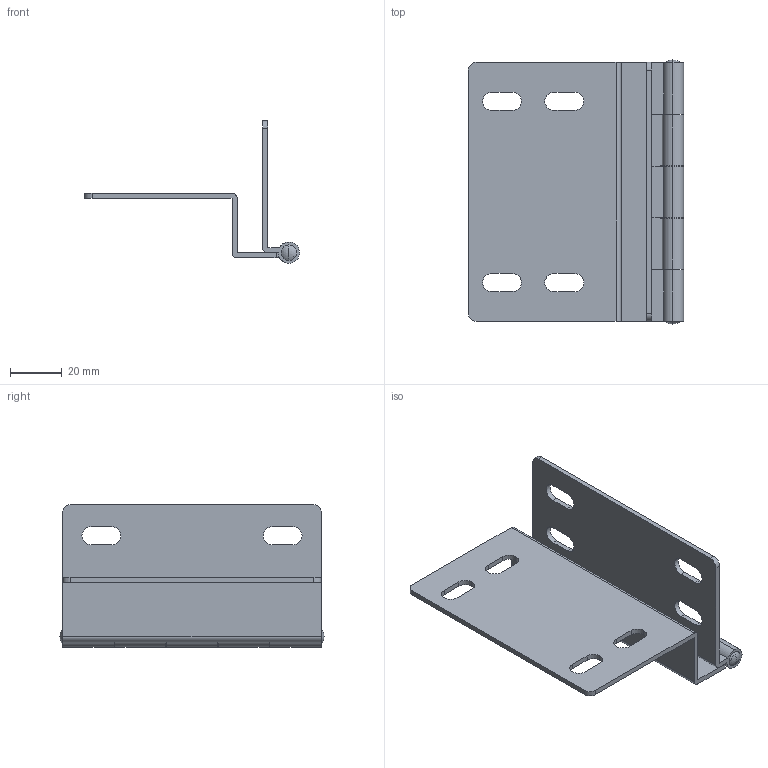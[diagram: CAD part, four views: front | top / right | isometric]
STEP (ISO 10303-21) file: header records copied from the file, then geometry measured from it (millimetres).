
FILE_DESCRIPTION (( 'STEP AP203' ), '1' );
FILE_NAME ('B-1147.STEP', '2008-11-10T02:43:59', ( ' ' ), ( ' ' ), 'SwSTEP 2.0', 'SolidWorks 2007', '' );
FILE_SCHEMA (( 'CONFIG_CONTROL_DESIGN' ));
Length unit declared in the file: millimetre
Products named in the file (4): B-1147僸儞僕B__棉太倌; B-1147幉__棉太倌; B-1147僸儞僕A__棉太倌; B-1147
Assembly tree (3 placements, depth 2):
  B-1147
    B-1147僸儞僕B__棉太倌
    B-1147僸儞僕A__棉太倌
    B-1147幉__棉太倌
Bounding box: 83.1 x 102 x 55.1 mm (x, y, z)
Volume: 33561.7 mm3; surface area: 35672.9 mm2
Topology: 3 solids, 3 shells, 107 faces, 295 edges, 196 vertices
Faces by surface type: cylinder 54, plane 49, sphere 4
Entity records: 3915 total; most frequent: DIRECTION 637, CARTESIAN_POINT 604, ORIENTED_EDGE 590, EDGE_CURVE 295, AXIS2_PLACEMENT_3D 229, VERTEX_POINT 196, LINE 179, VECTOR 179
